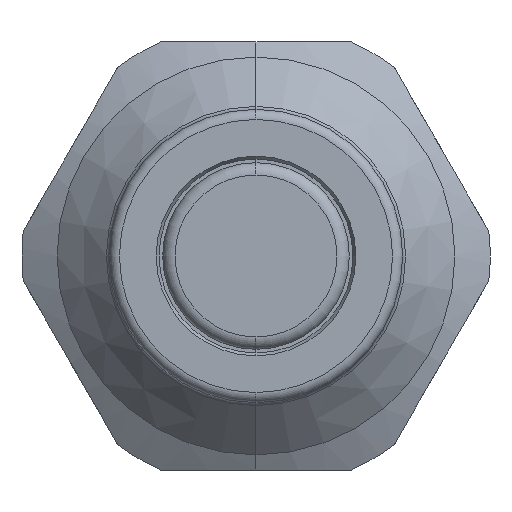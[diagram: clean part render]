
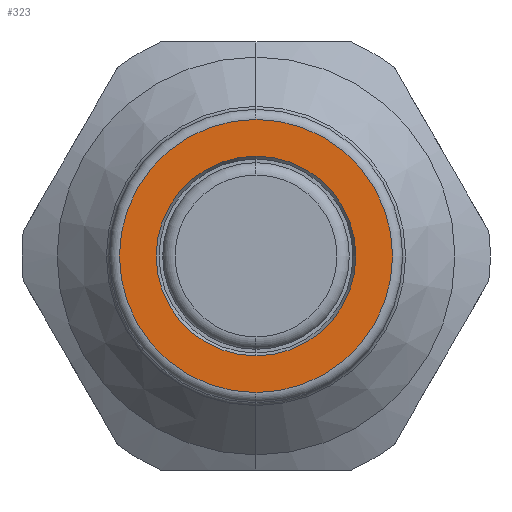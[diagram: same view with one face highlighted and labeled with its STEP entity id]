
A CAD part, left-side view. The second image highlights one B-rep face of the part: STEP entity #323.
In plain terms, the highlighted planar face has unit normal (-1, 0, 0).
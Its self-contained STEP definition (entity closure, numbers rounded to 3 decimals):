
#64 = EDGE_CURVE ( 'NONE', #1040, #1363, #1312, .T. ) ;
#74 = EDGE_CURVE ( 'NONE', #1404, #1385, #1298, .T. ) ;
#144 = EDGE_CURVE ( 'NONE', #1363, #1040, #1708, .T. ) ;
#147 = EDGE_CURVE ( 'NONE', #1385, #1404, #1706, .T. ) ;
#203 = AXIS2_PLACEMENT_3D ( 'NONE', #942, #941, #940 ) ;
#222 = AXIS2_PLACEMENT_3D ( 'NONE', #773, #772, #771 ) ;
#229 = AXIS2_PLACEMENT_3D ( 'NONE', #781, #780, #779 ) ;
#247 = AXIS2_PLACEMENT_3D ( 'NONE', #654, #653, #652 ) ;
#261 = AXIS2_PLACEMENT_3D ( 'NONE', #976, #975, #974 ) ;
#323 = ADVANCED_FACE ( 'NONE', ( #407, #419 ), #655, .F. ) ;
#407 = FACE_OUTER_BOUND ( 'NONE', #1501, .T. ) ;
#419 = FACE_BOUND ( 'NONE', #1498, .T. ) ;
#482 = CARTESIAN_POINT ( 'NONE',  ( 0., 0., 3.965 ) ) ;
#488 = CARTESIAN_POINT ( 'NONE',  ( 0., 0., 5.425 ) ) ;
#501 = CARTESIAN_POINT ( 'NONE',  ( 0., 0., -3.965 ) ) ;
#515 = CARTESIAN_POINT ( 'NONE',  ( 0., 0., -5.425 ) ) ;
#652 = DIRECTION ( 'NONE',  ( 0., 0., -1. ) ) ;
#653 = DIRECTION ( 'NONE',  ( 1., 0., 0. ) ) ;
#654 = CARTESIAN_POINT ( 'NONE',  ( 0., 3.965, 0. ) ) ;
#655 = PLANE ( 'NONE',  #247 ) ;
#771 = DIRECTION ( 'NONE',  ( 0., 0., -1. ) ) ;
#772 = DIRECTION ( 'NONE',  ( 1., 0., 0. ) ) ;
#773 = CARTESIAN_POINT ( 'NONE',  ( 0., 0., 0. ) ) ;
#779 = DIRECTION ( 'NONE',  ( 0., 0., -1. ) ) ;
#780 = DIRECTION ( 'NONE',  ( 1., 0., 0. ) ) ;
#781 = CARTESIAN_POINT ( 'NONE',  ( 0., 0., 0. ) ) ;
#940 = DIRECTION ( 'NONE',  ( 0., 0., -1. ) ) ;
#941 = DIRECTION ( 'NONE',  ( 1., 0., 0. ) ) ;
#942 = CARTESIAN_POINT ( 'NONE',  ( 0., 0., 0. ) ) ;
#974 = DIRECTION ( 'NONE',  ( 0., 0., -1. ) ) ;
#975 = DIRECTION ( 'NONE',  ( 1., 0., 0. ) ) ;
#976 = CARTESIAN_POINT ( 'NONE',  ( 0., 0., 0. ) ) ;
#1040 = VERTEX_POINT ( 'NONE', #488 ) ;
#1298 = CIRCLE ( 'NONE', #203, 3.965 ) ;
#1312 = CIRCLE ( 'NONE', #261, 5.425 ) ;
#1363 = VERTEX_POINT ( 'NONE', #515 ) ;
#1385 = VERTEX_POINT ( 'NONE', #482 ) ;
#1404 = VERTEX_POINT ( 'NONE', #501 ) ;
#1498 = EDGE_LOOP ( 'NONE', ( #1606, #1624 ) ) ;
#1501 = EDGE_LOOP ( 'NONE', ( #1593, #1604 ) ) ;
#1593 = ORIENTED_EDGE ( 'NONE', *, *, #144, .F. ) ;
#1604 = ORIENTED_EDGE ( 'NONE', *, *, #64, .F. ) ;
#1606 = ORIENTED_EDGE ( 'NONE', *, *, #147, .T. ) ;
#1624 = ORIENTED_EDGE ( 'NONE', *, *, #74, .T. ) ;
#1706 = CIRCLE ( 'NONE', #222, 3.965 ) ;
#1708 = CIRCLE ( 'NONE', #229, 5.425 ) ;
